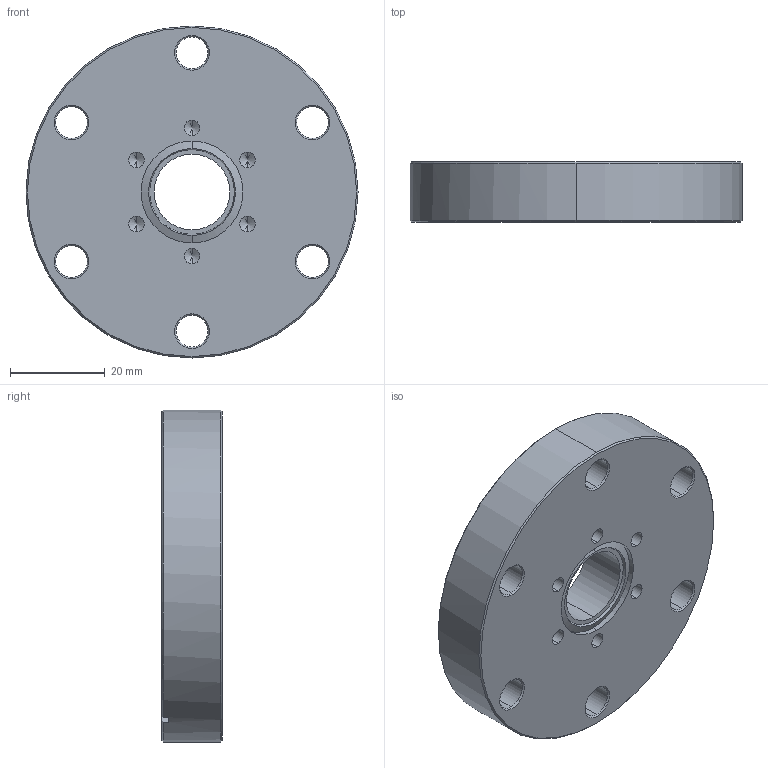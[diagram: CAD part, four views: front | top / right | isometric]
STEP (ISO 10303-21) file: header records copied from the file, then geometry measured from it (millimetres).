
FILE_DESCRIPTION (( 'STEP AP214' ), '1' );
FILE_NAME ('Hositrad_CFA35-16D.STEP', '2017-03-10T17:15:30', ( 'Gebruiker' ), ( '' ), 'SwSTEP 2.0', 'SolidWorks 2017', '' );
FILE_SCHEMA (( 'AUTOMOTIVE_DESIGN' ));
Length unit declared in the file: millimetre
Products named in the file (1): Hositrad_CFA35-16D
Bounding box: 70 x 12.7 x 70 mm (x, y, z)
Volume: 40978.3 mm3; surface area: 12724.8 mm2
Topology: 1 solids, 1 shells, 88 faces, 207 edges, 116 vertices
Faces by surface type: cone 49, cylinder 32, plane 7
Entity records: 2756 total; most frequent: DIRECTION 476, CARTESIAN_POINT 406, ORIENTED_EDGE 390, EDGE_CURVE 195, AXIS2_PLACEMENT_3D 194, VERTEX_POINT 116, EDGE_LOOP 109, CIRCLE 105
